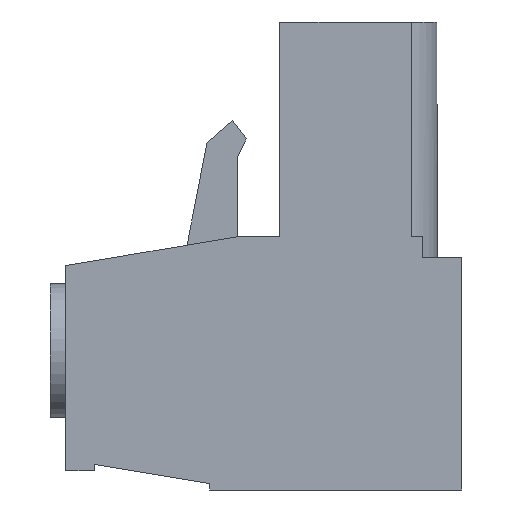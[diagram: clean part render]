
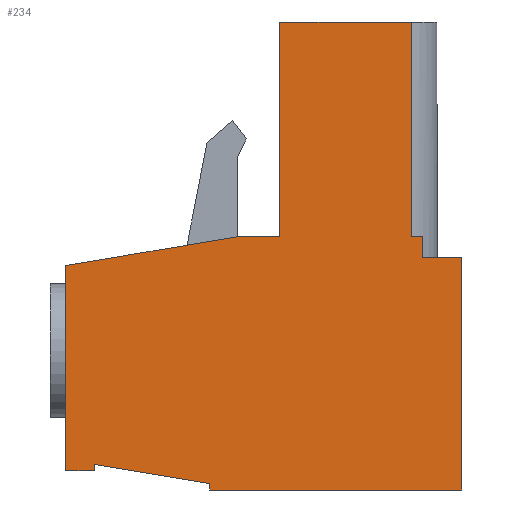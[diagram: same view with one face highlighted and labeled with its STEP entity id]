
A CAD part, left-side view. The second image highlights one B-rep face of the part: STEP entity #234.
In plain terms, the highlighted planar face has unit normal (-1, 0, 0).
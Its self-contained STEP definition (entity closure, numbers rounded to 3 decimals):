
#49 = VECTOR ( 'NONE', #8020, 1000. ) ;
#224 = CARTESIAN_POINT ( 'NONE',  ( 0., 9.77, 0. ) ) ;
#226 = VECTOR ( 'NONE', #4767, 1000. ) ;
#234 = ADVANCED_FACE ( 'NONE', ( #1563 ), #11531, .T. ) ;
#276 = EDGE_CURVE ( 'NONE', #8648, #8131, #9081, .T. ) ;
#292 = CARTESIAN_POINT ( 'NONE',  ( 0., 1.5, 9. ) ) ;
#385 = VECTOR ( 'NONE', #8654, 1000. ) ;
#407 = LINE ( 'NONE', #1407, #8581 ) ;
#458 = CARTESIAN_POINT ( 'NONE',  ( 0., 0., 0. ) ) ;
#501 = CARTESIAN_POINT ( 'NONE',  ( 0., 8.55, 9.85 ) ) ;
#628 = DIRECTION ( 'NONE',  ( 0., -1., 0. ) ) ;
#707 = LINE ( 'NONE', #501, #5199 ) ;
#866 = CARTESIAN_POINT ( 'NONE',  ( 0., 1.5, 9.85 ) ) ;
#871 = VECTOR ( 'NONE', #12957, 1000. ) ;
#889 = CARTESIAN_POINT ( 'NONE',  ( 0., 15.35, 0.75 ) ) ;
#995 = EDGE_CURVE ( 'NONE', #5166, #6873, #2170, .T. ) ;
#1133 = CARTESIAN_POINT ( 'NONE',  ( 0., 14.25, 0.75 ) ) ;
#1190 = ORIENTED_EDGE ( 'NONE', *, *, #12064, .F. ) ;
#1407 = CARTESIAN_POINT ( 'NONE',  ( 0., 15.35, 8.7 ) ) ;
#1414 = VERTEX_POINT ( 'NONE', #8847 ) ;
#1421 = DIRECTION ( 'NONE',  ( -1., 0., 0. ) ) ;
#1563 = FACE_OUTER_BOUND ( 'NONE', #12171, .T. ) ;
#1571 = EDGE_CURVE ( 'NONE', #8300, #5166, #8401, .T. ) ;
#1607 = CARTESIAN_POINT ( 'NONE',  ( 0., 7.05, 18.15 ) ) ;
#2170 = LINE ( 'NONE', #2876, #12714 ) ;
#2184 = EDGE_CURVE ( 'NONE', #8460, #7272, #8216, .T. ) ;
#2658 = ORIENTED_EDGE ( 'NONE', *, *, #995, .F. ) ;
#2683 = VERTEX_POINT ( 'NONE', #11596 ) ;
#2700 = ORIENTED_EDGE ( 'NONE', *, *, #5996, .F. ) ;
#2834 = CARTESIAN_POINT ( 'NONE',  ( 0., 9.77, 0. ) ) ;
#2876 = CARTESIAN_POINT ( 'NONE',  ( 0., 15.35, 0.75 ) ) ;
#2949 = VERTEX_POINT ( 'NONE', #2996 ) ;
#2996 = CARTESIAN_POINT ( 'NONE',  ( 0., 0., 9. ) ) ;
#3018 = ORIENTED_EDGE ( 'NONE', *, *, #11806, .F. ) ;
#3042 = CARTESIAN_POINT ( 'NONE',  ( 0., 9.77, 0.25 ) ) ;
#3227 = ORIENTED_EDGE ( 'NONE', *, *, #11325, .F. ) ;
#3361 = CARTESIAN_POINT ( 'NONE',  ( 0., 0., 0. ) ) ;
#3532 = VECTOR ( 'NONE', #7132, 1000. ) ;
#3651 = VECTOR ( 'NONE', #12626, 1000. ) ;
#3690 = ORIENTED_EDGE ( 'NONE', *, *, #5029, .F. ) ;
#3793 = ORIENTED_EDGE ( 'NONE', *, *, #12001, .F. ) ;
#3912 = DIRECTION ( 'NONE',  ( 0., 0.987, 0.163 ) ) ;
#4049 = ORIENTED_EDGE ( 'NONE', *, *, #10113, .F. ) ;
#4273 = LINE ( 'NONE', #224, #9394 ) ;
#4365 = DIRECTION ( 'NONE',  ( 0., 1., 0. ) ) ;
#4432 = VECTOR ( 'NONE', #6659, 1000. ) ;
#4579 = DIRECTION ( 'NONE',  ( 0., -0.986, 0.167 ) ) ;
#4729 = CARTESIAN_POINT ( 'NONE',  ( 0., 15.35, 8.7 ) ) ;
#4767 = DIRECTION ( 'NONE',  ( 0., 0., -1. ) ) ;
#4817 = CARTESIAN_POINT ( 'NONE',  ( 0., 1.5, 9.85 ) ) ;
#4895 = LINE ( 'NONE', #9017, #13012 ) ;
#4952 = DIRECTION ( 'NONE',  ( 0., 0., 1. ) ) ;
#5029 = EDGE_CURVE ( 'NONE', #8131, #2949, #12289, .T. ) ;
#5155 = CARTESIAN_POINT ( 'NONE',  ( 0., 1.5, 9. ) ) ;
#5166 = VERTEX_POINT ( 'NONE', #5319 ) ;
#5199 = VECTOR ( 'NONE', #4579, 1000. ) ;
#5319 = CARTESIAN_POINT ( 'NONE',  ( 0., 14.25, 0.75 ) ) ;
#5375 = LINE ( 'NONE', #11033, #7767 ) ;
#5427 = ORIENTED_EDGE ( 'NONE', *, *, #10316, .F. ) ;
#5656 = CARTESIAN_POINT ( 'NONE',  ( 0., 1.95, 9.85 ) ) ;
#5721 = ORIENTED_EDGE ( 'NONE', *, *, #11289, .F. ) ;
#5785 = VERTEX_POINT ( 'NONE', #4729 ) ;
#5833 = ORIENTED_EDGE ( 'NONE', *, *, #10935, .F. ) ;
#5858 = LINE ( 'NONE', #458, #385 ) ;
#5948 = CARTESIAN_POINT ( 'NONE',  ( 0., 1.95, 18.15 ) ) ;
#5996 = EDGE_CURVE ( 'NONE', #9849, #6920, #6576, .T. ) ;
#6355 = DIRECTION ( 'NONE',  ( 0., 0., 1. ) ) ;
#6576 = LINE ( 'NONE', #12205, #3532 ) ;
#6659 = DIRECTION ( 'NONE',  ( 0., 0., -1. ) ) ;
#6873 = VERTEX_POINT ( 'NONE', #889 ) ;
#6920 = VERTEX_POINT ( 'NONE', #3042 ) ;
#7127 = ORIENTED_EDGE ( 'NONE', *, *, #276, .F. ) ;
#7132 = DIRECTION ( 'NONE',  ( 0., 0., 1. ) ) ;
#7162 = VECTOR ( 'NONE', #628, 1000. ) ;
#7185 = VERTEX_POINT ( 'NONE', #9619 ) ;
#7272 = VERTEX_POINT ( 'NONE', #12765 ) ;
#7382 = VERTEX_POINT ( 'NONE', #7872 ) ;
#7767 = VECTOR ( 'NONE', #4952, 1000. ) ;
#7859 = EDGE_CURVE ( 'NONE', #2683, #1414, #12577, .T. ) ;
#7872 = CARTESIAN_POINT ( 'NONE',  ( 0., 0., 0. ) ) ;
#8020 = DIRECTION ( 'NONE',  ( 0., -1., 0. ) ) ;
#8131 = VERTEX_POINT ( 'NONE', #5155 ) ;
#8142 = DIRECTION ( 'NONE',  ( 0., 1., 0. ) ) ;
#8216 = LINE ( 'NONE', #5948, #49 ) ;
#8300 = VERTEX_POINT ( 'NONE', #10490 ) ;
#8401 = LINE ( 'NONE', #1133, #226 ) ;
#8460 = VERTEX_POINT ( 'NONE', #1607 ) ;
#8568 = DIRECTION ( 'NONE',  ( 0., 0., 1. ) ) ;
#8581 = VECTOR ( 'NONE', #8568, 1000. ) ;
#8648 = VERTEX_POINT ( 'NONE', #866 ) ;
#8654 = DIRECTION ( 'NONE',  ( 0., 0., -1. ) ) ;
#8737 = LINE ( 'NONE', #4817, #871 ) ;
#8763 = ORIENTED_EDGE ( 'NONE', *, *, #1571, .F. ) ;
#8817 = ORIENTED_EDGE ( 'NONE', *, *, #7859, .F. ) ;
#8847 = CARTESIAN_POINT ( 'NONE',  ( 0., 7.05, 9.85 ) ) ;
#9017 = CARTESIAN_POINT ( 'NONE',  ( 0., 9.77, 0.25 ) ) ;
#9081 = LINE ( 'NONE', #292, #3651 ) ;
#9282 = VECTOR ( 'NONE', #12218, 1000. ) ;
#9394 = VECTOR ( 'NONE', #4365, 1000. ) ;
#9619 = CARTESIAN_POINT ( 'NONE',  ( 0., 1.95, 9.85 ) ) ;
#9849 = VERTEX_POINT ( 'NONE', #2834 ) ;
#10088 = AXIS2_PLACEMENT_3D ( 'NONE', #3361, #1421, #6355 ) ;
#10113 = EDGE_CURVE ( 'NONE', #7382, #9849, #4273, .T. ) ;
#10316 = EDGE_CURVE ( 'NONE', #7272, #7185, #12559, .T. ) ;
#10490 = CARTESIAN_POINT ( 'NONE',  ( 0., 14.25, 0.99 ) ) ;
#10935 = EDGE_CURVE ( 'NONE', #6920, #8300, #4895, .T. ) ;
#11033 = CARTESIAN_POINT ( 'NONE',  ( 0., 7.05, 18.15 ) ) ;
#11184 = CARTESIAN_POINT ( 'NONE',  ( 0., 0., 9. ) ) ;
#11289 = EDGE_CURVE ( 'NONE', #2949, #7382, #5858, .T. ) ;
#11325 = EDGE_CURVE ( 'NONE', #5785, #2683, #707, .T. ) ;
#11531 = PLANE ( 'NONE',  #10088 ) ;
#11596 = CARTESIAN_POINT ( 'NONE',  ( 0., 8.55, 9.85 ) ) ;
#11806 = EDGE_CURVE ( 'NONE', #6873, #5785, #407, .T. ) ;
#12001 = EDGE_CURVE ( 'NONE', #7185, #8648, #8737, .T. ) ;
#12037 = ORIENTED_EDGE ( 'NONE', *, *, #2184, .F. ) ;
#12064 = EDGE_CURVE ( 'NONE', #1414, #8460, #5375, .T. ) ;
#12171 = EDGE_LOOP ( 'NONE', ( #4049, #5721, #3690, #7127, #3793, #5427, #12037, #1190, #8817, #3227, #3018, #2658, #8763, #5833, #2700 ) ) ;
#12205 = CARTESIAN_POINT ( 'NONE',  ( 0., 9.77, 0. ) ) ;
#12218 = DIRECTION ( 'NONE',  ( 0., -1., 0. ) ) ;
#12289 = LINE ( 'NONE', #11184, #9282 ) ;
#12559 = LINE ( 'NONE', #5656, #4432 ) ;
#12577 = LINE ( 'NONE', #12857, #7162 ) ;
#12626 = DIRECTION ( 'NONE',  ( 0., 0., -1. ) ) ;
#12714 = VECTOR ( 'NONE', #8142, 1000. ) ;
#12765 = CARTESIAN_POINT ( 'NONE',  ( 0., 1.95, 18.15 ) ) ;
#12857 = CARTESIAN_POINT ( 'NONE',  ( 0., 7.05, 9.85 ) ) ;
#12957 = DIRECTION ( 'NONE',  ( 0., -1., 0. ) ) ;
#13012 = VECTOR ( 'NONE', #3912, 1000. ) ;
